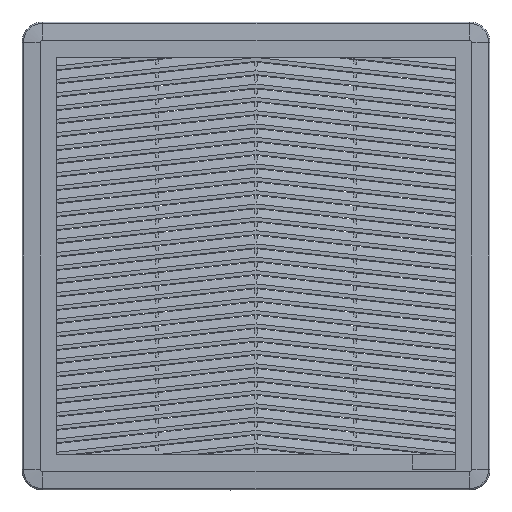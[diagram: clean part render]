
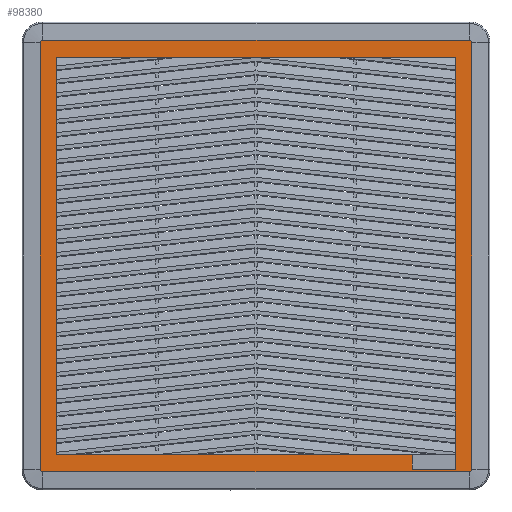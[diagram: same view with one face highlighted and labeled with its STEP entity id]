
A CAD part, front view. The second image highlights one B-rep face of the part: STEP entity #98380.
In plain terms, the highlighted planar face has unit normal (0, -1, 0).
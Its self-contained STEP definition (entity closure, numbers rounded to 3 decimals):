
#75587=CARTESIAN_POINT('',(148.,-34.,
-148.));
#75588=DIRECTION('',(0.,1.,0.));
#75589=DIRECTION('',(1.,0.,0.));
#75590=AXIS2_PLACEMENT_3D('',#75587,#75588,#75589);
#75595=DIRECTION('',(-1.,0.,0.));
#75596=VECTOR('',#75595,296.);
#75597=CARTESIAN_POINT('',(148.,-34.,
-149.794));
#75598=LINE('',#75597,#75596);
#75602=CARTESIAN_POINT('',(-148.,-34.,
-148.));
#75603=DIRECTION('',(0.,1.,0.));
#75604=DIRECTION('',(0.,0.,-1.));
#75605=AXIS2_PLACEMENT_3D('',#75602,#75603,#75604);
#75610=DIRECTION('',(0.,0.,1.));
#75611=VECTOR('',#75610,296.);
#75612=CARTESIAN_POINT('',(-149.794,-34.,
-148.));
#75613=LINE('',#75612,#75611);
#75617=CARTESIAN_POINT('',(-148.,-34.,
148.));
#75618=DIRECTION('',(0.,1.,0.));
#75619=DIRECTION('',(-1.,0.,0.));
#75620=AXIS2_PLACEMENT_3D('',#75617,#75618,#75619);
#75625=DIRECTION('',(1.,0.,0.));
#75626=VECTOR('',#75625,296.);
#75627=CARTESIAN_POINT('',(-148.,-34.,
149.793));
#75628=LINE('',#75627,#75626);
#75632=CARTESIAN_POINT('',(148.,-34.,
148.));
#75633=DIRECTION('',(0.,1.,0.));
#75634=DIRECTION('',(0.,0.,1.));
#75635=AXIS2_PLACEMENT_3D('',#75632,#75633,#75634);
#75654=DIRECTION('',(0.,0.,1.));
#75655=VECTOR('',#75654,296.);
#75656=CARTESIAN_POINT('',(149.794,-34.,
-148.));
#75657=LINE('',#75656,#75655);
#76934=DIRECTION('',(0.,0.,1.));
#76935=VECTOR('',#76934,276.);
#76936=CARTESIAN_POINT('',(-138.5,-34.,
-138.));
#76937=LINE('',#76936,#76935);
#81678=DIRECTION('',(-1.,0.,0.));
#81679=VECTOR('',#81678,247.);
#81680=CARTESIAN_POINT('',(108.5,-34.,
-138.));
#81681=LINE('',#81680,#81679);
#82381=DIRECTION('',(0.,0.,-1.));
#82382=VECTOR('',#82381,286.);
#82383=CARTESIAN_POINT('',(138.5,-34.,
138.));
#82384=LINE('',#82383,#82382);
#83460=DIRECTION('',(1.,0.,0.));
#83461=VECTOR('',#83460,277.);
#83462=CARTESIAN_POINT('',(-138.5,-34.,
138.));
#83463=LINE('',#83462,#83461);
#94037=DIRECTION('',(-1.,0.,0.));
#94038=VECTOR('',#94037,30.);
#94039=CARTESIAN_POINT('',(138.5,-34.,
-148.));
#94040=LINE('',#94039,#94038);
#94079=DIRECTION('',(0.,0.,1.));
#94080=VECTOR('',#94079,10.);
#94081=CARTESIAN_POINT('',(108.5,-34.,
-148.));
#94082=LINE('',#94081,#94080);
#94840=CARTESIAN_POINT('',(-148.,-34.,
-149.794));
#94841=CARTESIAN_POINT('',(-149.794,-34.,
-148.));
#94842=VERTEX_POINT('',#94840);
#94843=VERTEX_POINT('',#94841);
#94848=CARTESIAN_POINT('',(149.794,-34.,
-148.));
#94849=CARTESIAN_POINT('',(148.,-34.,
-149.794));
#94850=VERTEX_POINT('',#94848);
#94851=VERTEX_POINT('',#94849);
#94852=CARTESIAN_POINT('',(-149.794,-34.,
148.));
#94853=VERTEX_POINT('',#94852);
#94854=CARTESIAN_POINT('',(-148.,-34.,
149.793));
#94855=VERTEX_POINT('',#94854);
#94856=CARTESIAN_POINT('',(148.,-34.,
149.793));
#94857=VERTEX_POINT('',#94856);
#94858=CARTESIAN_POINT('',(149.794,-34.,
148.));
#94859=VERTEX_POINT('',#94858);
#94860=CARTESIAN_POINT('',(108.5,-34.,
-148.));
#94861=CARTESIAN_POINT('',(108.5,-34.,
-138.));
#94862=VERTEX_POINT('',#94860);
#94863=VERTEX_POINT('',#94861);
#94864=CARTESIAN_POINT('',(138.5,-34.,
-148.));
#94865=VERTEX_POINT('',#94864);
#94866=CARTESIAN_POINT('',(138.5,-34.,
138.));
#94867=VERTEX_POINT('',#94866);
#94868=CARTESIAN_POINT('',(-138.5,-34.,
138.));
#94869=VERTEX_POINT('',#94868);
#94870=CARTESIAN_POINT('',(-138.5,-34.,
-138.));
#94871=VERTEX_POINT('',#94870);
#98344=CARTESIAN_POINT('',(-149.794,-34.,
-149.794));
#98345=DIRECTION('',(0.,-1.,0.));
#98346=DIRECTION('',(1.,0.,0.));
#98347=AXIS2_PLACEMENT_3D('',#98344,#98345,#98346);
#98348=PLANE('',#98347);
#98350=ORIENTED_EDGE('',*,*,#98349,.T.);
#98352=ORIENTED_EDGE('',*,*,#98351,.T.);
#98353=ORIENTED_EDGE('',*,*,#98333,.T.);
#98355=ORIENTED_EDGE('',*,*,#98354,.T.);
#98357=ORIENTED_EDGE('',*,*,#98356,.T.);
#98359=ORIENTED_EDGE('',*,*,#98358,.T.);
#98361=ORIENTED_EDGE('',*,*,#98360,.T.);
#98363=ORIENTED_EDGE('',*,*,#98362,.F.);
#98364=EDGE_LOOP('',(#98350,#98352,#98353,#98355,#98357,#98359,#98361,#98363));
#98365=FACE_OUTER_BOUND('',#98364,.F.);
#98367=ORIENTED_EDGE('',*,*,#98366,.F.);
#98369=ORIENTED_EDGE('',*,*,#98368,.F.);
#98371=ORIENTED_EDGE('',*,*,#98370,.F.);
#98373=ORIENTED_EDGE('',*,*,#98372,.F.);
#98375=ORIENTED_EDGE('',*,*,#98374,.F.);
#98377=ORIENTED_EDGE('',*,*,#98376,.F.);
#98378=EDGE_LOOP('',(#98367,#98369,#98371,#98373,#98375,#98377));
#98379=FACE_BOUND('',#98378,.F.);
#98380=ADVANCED_FACE('',(#98365,#98379),#98348,.T.);
#75591=CIRCLE('',#75590,1.794);
#75606=CIRCLE('',#75605,1.794);
#75621=CIRCLE('',#75620,1.794);
#75636=CIRCLE('',#75635,1.794);
#98333=EDGE_CURVE('',#94842,#94843,#75606,.T.);
#98349=EDGE_CURVE('',#94850,#94851,#75591,.T.);
#98351=EDGE_CURVE('',#94851,#94842,#75598,.T.);
#98354=EDGE_CURVE('',#94843,#94853,#75613,.T.);
#98356=EDGE_CURVE('',#94853,#94855,#75621,.T.);
#98358=EDGE_CURVE('',#94855,#94857,#75628,.T.);
#98360=EDGE_CURVE('',#94857,#94859,#75636,.T.);
#98362=EDGE_CURVE('',#94850,#94859,#75657,.T.);
#98366=EDGE_CURVE('',#94862,#94863,#94082,.T.);
#98368=EDGE_CURVE('',#94865,#94862,#94040,.T.);
#98370=EDGE_CURVE('',#94867,#94865,#82384,.T.);
#98372=EDGE_CURVE('',#94869,#94867,#83463,.T.);
#98374=EDGE_CURVE('',#94871,#94869,#76937,.T.);
#98376=EDGE_CURVE('',#94863,#94871,#81681,.T.);
